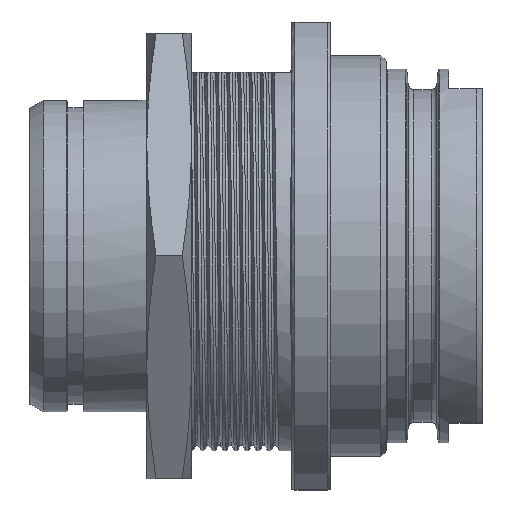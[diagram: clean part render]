
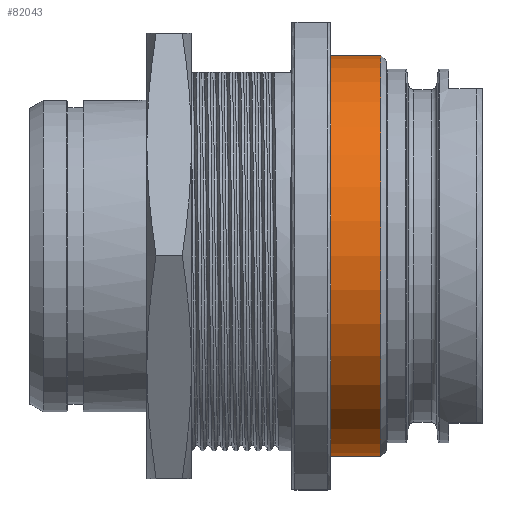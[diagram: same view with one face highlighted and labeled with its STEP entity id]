
A CAD part, top view. The second image highlights one B-rep face of the part: STEP entity #82043.
In plain terms, the highlighted cylindrical face has radius 18 mm (diameter 36 mm), a partial arc.
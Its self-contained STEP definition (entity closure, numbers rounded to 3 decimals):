
#19782=CARTESIAN_POINT('',(27.,0.838,-0.866));
#19783=DIRECTION('',(1.,0.,0.));
#19784=DIRECTION('',(0.,1.,0.));
#19785=AXIS2_PLACEMENT_3D('',#19782,#19783,#19784);
#19853=CARTESIAN_POINT('',(31.5,0.838,-0.866));
#19854=DIRECTION('',(1.,0.,0.));
#19855=DIRECTION('',(0.,1.,0.));
#19856=AXIS2_PLACEMENT_3D('',#19853,#19854,#19855);
#19858=DIRECTION('',(-1.,0.,0.));
#19859=VECTOR('',#19858,4.5);
#19860=CARTESIAN_POINT('',(31.5,18.838,-0.866));
#19861=LINE('4612',#19860,#19859);
#19862=DIRECTION('',(-1.,0.,0.));
#19863=VECTOR('',#19862,4.5);
#19864=CARTESIAN_POINT('',(31.5,-17.162,-0.866));
#19865=LINE('4613',#19864,#19863);
#40964=CARTESIAN_POINT('',(31.5,18.838,-0.866));
#40965=CARTESIAN_POINT('',(27.,18.838,-0.866));
#40966=VERTEX_POINT('',#40964);
#40967=VERTEX_POINT('',#40965);
#40968=CARTESIAN_POINT('',(31.5,-17.162,-0.866));
#40969=CARTESIAN_POINT('',(27.,-17.162,-0.866));
#40970=VERTEX_POINT('',#40968);
#40971=VERTEX_POINT('',#40969);
#82029=CARTESIAN_POINT('',(-1.6,0.838,-0.866));
#82030=DIRECTION('',(1.,0.,0.));
#82031=DIRECTION('',(0.,-1.,0.));
#82032=AXIS2_PLACEMENT_3D('',#82029,#82030,#82031);
#82033=CYLINDRICAL_SURFACE('246',#82032,18.);
#82035=ORIENTED_EDGE('4612',*,*,#82034,.F.);
#82037=ORIENTED_EDGE('4640',*,*,#82036,.T.);
#82039=ORIENTED_EDGE('4613',*,*,#82038,.T.);
#82040=ORIENTED_EDGE('4614',*,*,#81938,.F.);
#82041=EDGE_LOOP('246',(#82035,#82037,#82039,#82040));
#82042=FACE_OUTER_BOUND('246',#82041,.F.);
#19786=CIRCLE('4614',#19785,18.);
#19857=CIRCLE('4640',#19856,18.);
#81938=EDGE_CURVE('4614',#40967,#40971,#19786,.T.);
#82034=EDGE_CURVE('4612',#40966,#40967,#19861,.T.);
#82036=EDGE_CURVE('4640',#40966,#40970,#19857,.T.);
#82038=EDGE_CURVE('4613',#40970,#40971,#19865,.T.);
#82043=ADVANCED_FACE('246',(#82042),#82033,.T.);
